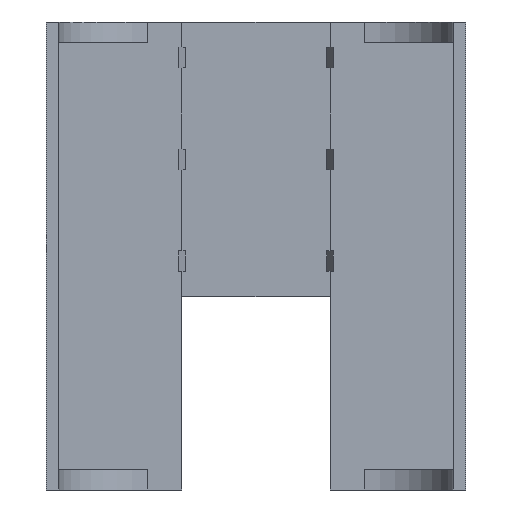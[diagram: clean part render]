
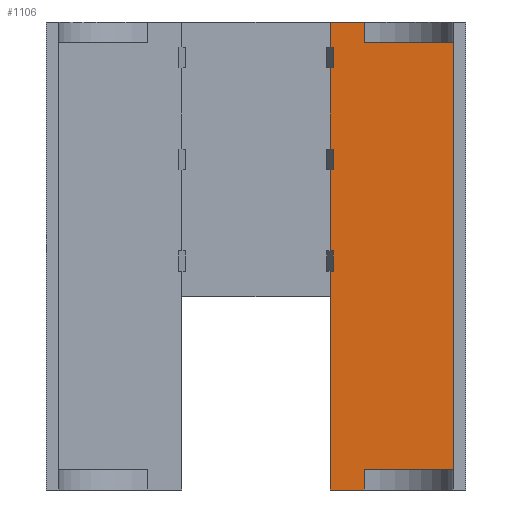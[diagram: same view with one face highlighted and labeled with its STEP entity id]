
A CAD part, front view. The second image highlights one B-rep face of the part: STEP entity #1106.
In plain terms, the highlighted planar face has unit normal (0, -1, 0).
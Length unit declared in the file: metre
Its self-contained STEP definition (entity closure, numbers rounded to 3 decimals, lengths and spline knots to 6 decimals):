
#44=ORIENTED_EDGE('',*,*,#372,.F.);
#45=ORIENTED_EDGE('',*,*,#373,.T.);
#46=ORIENTED_EDGE('',*,*,#374,.T.);
#47=ORIENTED_EDGE('',*,*,#375,.F.);
#48=ORIENTED_EDGE('',*,*,#376,.T.);
#49=ORIENTED_EDGE('',*,*,#377,.F.);
#50=ORIENTED_EDGE('',*,*,#378,.F.);
#51=ORIENTED_EDGE('',*,*,#379,.F.);
#52=ORIENTED_EDGE('',*,*,#380,.F.);
#53=ORIENTED_EDGE('',*,*,#381,.T.);
#54=ORIENTED_EDGE('',*,*,#382,.T.);
#55=ORIENTED_EDGE('',*,*,#383,.T.);
#56=ORIENTED_EDGE('',*,*,#384,.F.);
#57=ORIENTED_EDGE('',*,*,#385,.T.);
#58=ORIENTED_EDGE('',*,*,#386,.T.);
#59=ORIENTED_EDGE('',*,*,#387,.T.);
#60=ORIENTED_EDGE('',*,*,#388,.F.);
#61=ORIENTED_EDGE('',*,*,#389,.T.);
#62=ORIENTED_EDGE('',*,*,#390,.T.);
#63=ORIENTED_EDGE('',*,*,#391,.T.);
#372=EDGE_CURVE('',#536,#537,#638,.T.);
#373=EDGE_CURVE('',#536,#538,#639,.T.);
#374=EDGE_CURVE('',#538,#539,#640,.T.);
#375=EDGE_CURVE('',#540,#539,#641,.T.);
#376=EDGE_CURVE('',#540,#541,#642,.T.);
#377=EDGE_CURVE('',#542,#541,#643,.T.);
#378=EDGE_CURVE('',#543,#542,#644,.T.);
#379=EDGE_CURVE('',#544,#543,#645,.T.);
#380=EDGE_CURVE('',#545,#544,#646,.T.);
#381=EDGE_CURVE('',#545,#546,#647,.T.);
#382=EDGE_CURVE('',#546,#547,#648,.T.);
#383=EDGE_CURVE('',#547,#548,#649,.T.);
#384=EDGE_CURVE('',#549,#548,#650,.T.);
#385=EDGE_CURVE('',#549,#550,#651,.T.);
#386=EDGE_CURVE('',#550,#551,#652,.T.);
#387=EDGE_CURVE('',#551,#552,#653,.T.);
#388=EDGE_CURVE('',#553,#552,#654,.T.);
#389=EDGE_CURVE('',#553,#554,#655,.T.);
#390=EDGE_CURVE('',#554,#555,#656,.T.);
#391=EDGE_CURVE('',#555,#537,#657,.T.);
#536=VERTEX_POINT('',#1584);
#537=VERTEX_POINT('',#1585);
#538=VERTEX_POINT('',#1587);
#539=VERTEX_POINT('',#1589);
#540=VERTEX_POINT('',#1591);
#541=VERTEX_POINT('',#1593);
#542=VERTEX_POINT('',#1595);
#543=VERTEX_POINT('',#1597);
#544=VERTEX_POINT('',#1599);
#545=VERTEX_POINT('',#1601);
#546=VERTEX_POINT('',#1603);
#547=VERTEX_POINT('',#1605);
#548=VERTEX_POINT('',#1607);
#549=VERTEX_POINT('',#1609);
#550=VERTEX_POINT('',#1611);
#551=VERTEX_POINT('',#1613);
#552=VERTEX_POINT('',#1615);
#553=VERTEX_POINT('',#1617);
#554=VERTEX_POINT('',#1619);
#555=VERTEX_POINT('',#1621);
#638=LINE('',#1583,#782);
#639=LINE('',#1586,#783);
#640=LINE('',#1588,#784);
#641=LINE('',#1590,#785);
#642=LINE('',#1592,#786);
#643=LINE('',#1594,#787);
#644=LINE('',#1596,#788);
#645=LINE('',#1598,#789);
#646=LINE('',#1600,#790);
#647=LINE('',#1602,#791);
#648=LINE('',#1604,#792);
#649=LINE('',#1606,#793);
#650=LINE('',#1608,#794);
#651=LINE('',#1610,#795);
#652=LINE('',#1612,#796);
#653=LINE('',#1614,#797);
#654=LINE('',#1616,#798);
#655=LINE('',#1618,#799);
#656=LINE('',#1620,#800);
#657=LINE('',#1622,#801);
#782=VECTOR('',#1271,1.);
#783=VECTOR('',#1272,1.);
#784=VECTOR('',#1273,1.);
#785=VECTOR('',#1274,1.);
#786=VECTOR('',#1275,1.);
#787=VECTOR('',#1276,1.);
#788=VECTOR('',#1277,1.);
#789=VECTOR('',#1278,1.);
#790=VECTOR('',#1279,1.);
#791=VECTOR('',#1280,1.);
#792=VECTOR('',#1281,1.);
#793=VECTOR('',#1282,1.);
#794=VECTOR('',#1283,1.);
#795=VECTOR('',#1284,1.);
#796=VECTOR('',#1285,1.);
#797=VECTOR('',#1286,1.);
#798=VECTOR('',#1287,1.);
#799=VECTOR('',#1288,1.);
#800=VECTOR('',#1289,1.);
#801=VECTOR('',#1290,1.);
#926=EDGE_LOOP('',(#44,#45,#46,#47,#48,#49,#50,#51,#52,#53,#54,#55,#56,
#57,#58,#59,#60,#61,#62,#63));
#990=FACE_BOUND('',#926,.T.);
#1054=PLANE('',#1183);
#1106=ADVANCED_FACE('',(#990),#1054,.F.);
#1183=AXIS2_PLACEMENT_3D('',#1582,#1269,#1270);
#1269=DIRECTION('',(0.,1.,0.));
#1270=DIRECTION('',(0.,0.,1.));
#1271=DIRECTION('',(1.,0.,0.));
#1272=DIRECTION('',(0.,0.,-1.));
#1273=DIRECTION('',(1.,0.,0.));
#1274=DIRECTION('',(0.,0.,-1.));
#1275=DIRECTION('',(1.,0.,0.));
#1276=DIRECTION('',(0.,0.,-1.));
#1277=DIRECTION('',(1.,0.,0.));
#1278=DIRECTION('',(0.,0.,-1.));
#1279=DIRECTION('',(1.,0.,0.));
#1280=DIRECTION('',(0.,0.,-1.));
#1281=DIRECTION('',(1.,0.,0.));
#1282=DIRECTION('',(0.,0.,-1.));
#1283=DIRECTION('',(1.,0.,0.));
#1284=DIRECTION('',(0.,0.,-1.));
#1285=DIRECTION('',(1.,0.,0.));
#1286=DIRECTION('',(0.,0.,-1.));
#1287=DIRECTION('',(1.,0.,0.));
#1288=DIRECTION('',(0.,0.,-1.));
#1289=DIRECTION('',(1.,0.,0.));
#1290=DIRECTION('',(0.,0.,-1.));
#1582=CARTESIAN_POINT('',(-0.064923,0.04073,0.008));
#1583=CARTESIAN_POINT('',(-0.064923,0.04073,0.086));
#1584=CARTESIAN_POINT('',(-0.035823,0.04073,0.086));
#1585=CARTESIAN_POINT('',(-0.034573,0.04073,0.086));
#1586=CARTESIAN_POINT('',(-0.035823,0.04073,0.092));
#1587=CARTESIAN_POINT('',(-0.035823,0.04073,0.));
#1588=CARTESIAN_POINT('',(-0.064923,0.04073,0.));
#1589=CARTESIAN_POINT('',(-0.022423,0.04073,0.));
#1590=CARTESIAN_POINT('',(-0.022423,0.04073,0.008));
#1591=CARTESIAN_POINT('',(-0.022423,0.04073,0.008));
#1592=CARTESIAN_POINT('',(-0.124923,0.04073,0.008));
#1593=CARTESIAN_POINT('',(0.012577,0.04073,0.008));
#1594=CARTESIAN_POINT('',(0.012577,0.04073,0.176));
#1595=CARTESIAN_POINT('',(0.012577,0.04073,0.176));
#1596=CARTESIAN_POINT('',(-0.124923,0.04073,0.176));
#1597=CARTESIAN_POINT('',(-0.022423,0.04073,0.176));
#1598=CARTESIAN_POINT('',(-0.022423,0.04073,0.184));
#1599=CARTESIAN_POINT('',(-0.022423,0.04073,0.184));
#1600=CARTESIAN_POINT('',(-0.064923,0.04073,0.184));
#1601=CARTESIAN_POINT('',(-0.035823,0.04073,0.184));
#1602=CARTESIAN_POINT('',(-0.035823,0.04073,0.092));
#1603=CARTESIAN_POINT('',(-0.035823,0.04073,0.174));
#1604=CARTESIAN_POINT('',(-0.064923,0.04073,0.174));
#1605=CARTESIAN_POINT('',(-0.034573,0.04073,0.174));
#1606=CARTESIAN_POINT('',(-0.034573,0.04073,0.008));
#1607=CARTESIAN_POINT('',(-0.034573,0.04073,0.166));
#1608=CARTESIAN_POINT('',(-0.064923,0.04073,0.166));
#1609=CARTESIAN_POINT('',(-0.035823,0.04073,0.166));
#1610=CARTESIAN_POINT('',(-0.035823,0.04073,0.092));
#1611=CARTESIAN_POINT('',(-0.035823,0.04073,0.134));
#1612=CARTESIAN_POINT('',(-0.064923,0.04073,0.134));
#1613=CARTESIAN_POINT('',(-0.034573,0.04073,0.134));
#1614=CARTESIAN_POINT('',(-0.034573,0.04073,0.008));
#1615=CARTESIAN_POINT('',(-0.034573,0.04073,0.126));
#1616=CARTESIAN_POINT('',(-0.064923,0.04073,0.126));
#1617=CARTESIAN_POINT('',(-0.035823,0.04073,0.126));
#1618=CARTESIAN_POINT('',(-0.035823,0.04073,0.092));
#1619=CARTESIAN_POINT('',(-0.035823,0.04073,0.094));
#1620=CARTESIAN_POINT('',(-0.064923,0.04073,0.094));
#1621=CARTESIAN_POINT('',(-0.034573,0.04073,0.094));
#1622=CARTESIAN_POINT('',(-0.034573,0.04073,0.008));
